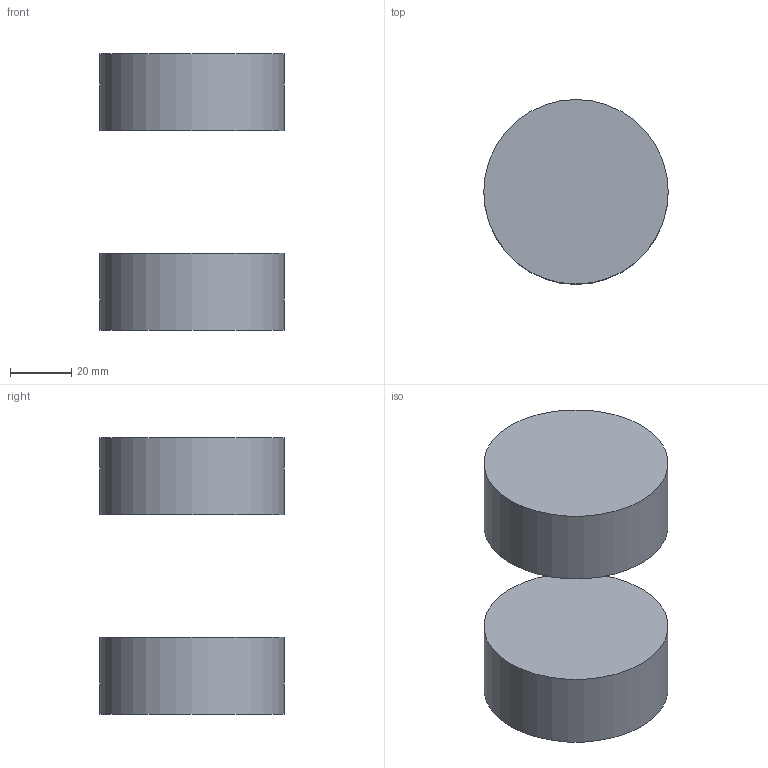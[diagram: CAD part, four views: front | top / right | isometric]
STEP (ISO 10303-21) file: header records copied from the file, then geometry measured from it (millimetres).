
FILE_DESCRIPTION(/* description */ (''),/* implementation_level */ '2;1');
FILE_NAME(/* name */ 'middle.stp',/* time_stamp */ '2017-06-05T20:02:56+08:00',/* author */ ('qkx515'),/* organization */ (''),/* preprocessor_version */ 'ST-DEVELOPER v16.5',/* originating_system */ 'Autodesk Inventor 2017',/* authorisation */ '');
FILE_SCHEMA (('AUTOMOTIVE_DESIGN { 1 0 10303 214 3 1 1 }'));
Length unit declared in the file: millimetre
Products named in the file (1): middle
Bounding box: 60 x 60 x 90 mm (x, y, z)
Volume: 141371.7 mm3; surface area: 20734.5 mm2
Topology: 2 solids, 2 shells, 6 faces, 8 edges, 6 vertices
Faces by surface type: plane 4, cylinder 2
Full cylindrical faces by diameter (mm): 60 x2
Entity records: 127 total; most frequent: DIRECTION 22, CARTESIAN_POINT 15, AXIS2_PLACEMENT_3D 11, EDGE_LOOP 8, ORIENTED_EDGE 8, FACE_OUTER_BOUND 6, ADVANCED_FACE 6, CIRCLE 4
